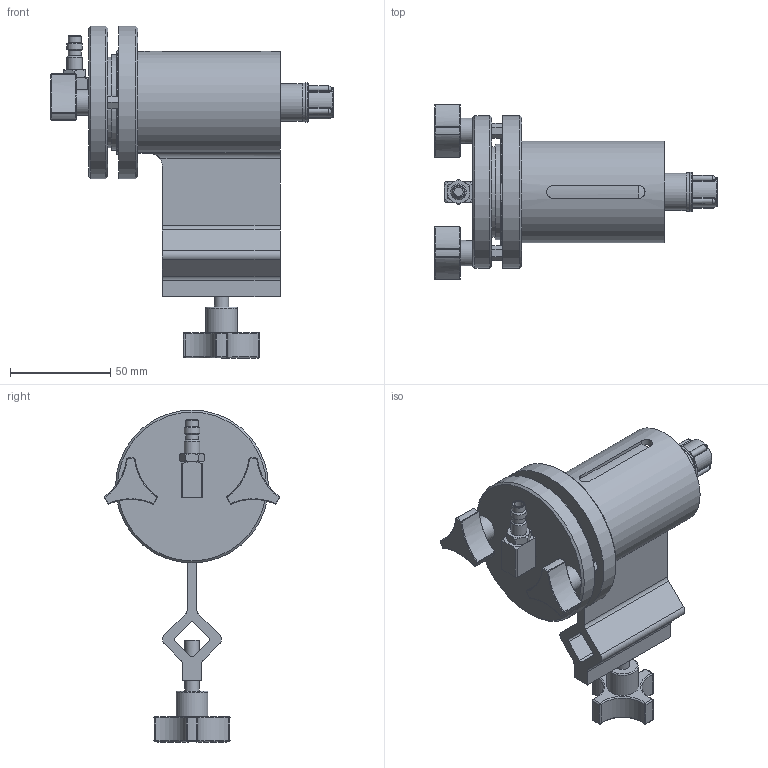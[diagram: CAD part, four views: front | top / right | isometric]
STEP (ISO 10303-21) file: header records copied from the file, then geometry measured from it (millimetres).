
FILE_DESCRIPTION (( 'STEP AP203' ), '1' );
FILE_NAME ('CD-T15254 2.5 OZ RES.STEP', '2018-04-04T18:07:00', ( '' ), ( '' ), 'SwSTEP 2.0', 'SolidWorks 2017', '' );
FILE_SCHEMA (( 'CONFIG_CONTROL_DESIGN' ));
Length unit declared in the file: inch
Products named in the file (1): CD-T15254 2.5 OZ RES
Bounding box: 140.89 x 87.34 x 165.42 mm (x, y, z)
Volume: 292538.8 mm3; surface area: 59319.6 mm2
Topology: 1 solids, 3 shells, 384 faces, 906 edges, 519 vertices
Faces by surface type: cylinder 127, plane 101, torus 66, sphere 48, cone 24, bspline 18
Full cylindrical faces by diameter (mm): 1.981 x2, 4.636 x1, 6.414 x2, 7.032 x2, 7.874 x2, 11.938 x1, 12.7 x2, 14.859 x1, 15.875 x1, 18.542 x1, 19.304 x1, 19.558 x1, 42.863 x1, 44.45 x2, 45.244 x1, 45.517 x1, 47.562 x1, 47.752 x1, 76.2 x2
Entity records: 12245 total; most frequent: CARTESIAN_POINT 3817, DIRECTION 1902, ORIENTED_EDGE 1606, AXIS2_PLACEMENT_3D 822, EDGE_CURVE 803, VERTEX_POINT 485, EDGE_LOOP 456, CIRCLE 455
